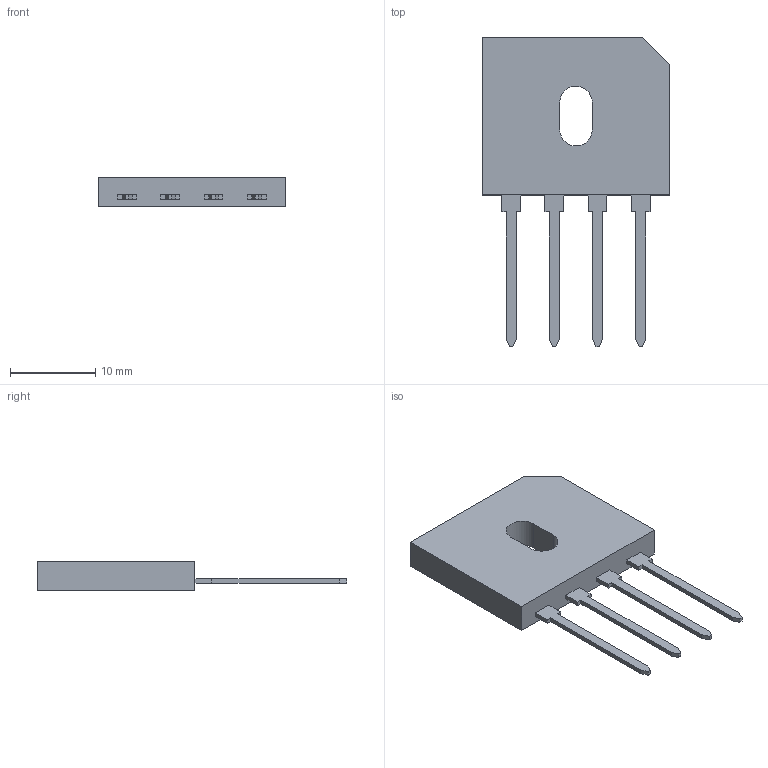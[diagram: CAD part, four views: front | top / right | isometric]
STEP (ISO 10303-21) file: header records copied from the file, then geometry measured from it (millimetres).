
FILE_DESCRIPTION(/* description */ (''),/* implementation_level */ '2;1');
FILE_NAME(/* name */ 'gbu',/* time_stamp */ '2020-02-06T14:43:10+08:00',/* author */ (''),/* organization */ (''),/* preprocessor_version */ 'ST-DEVELOPER v16.5',/* originating_system */ '',/* authorisation */ '');
FILE_SCHEMA (('AUTOMOTIVE_DESIGN'));
Length unit declared in the file: millimetre
Products named in the file (1): Document
Bounding box: 22.05 x 36.4 x 3.45 mm (x, y, z)
Volume: 1359 mm3; surface area: 1359.6 mm2
Topology: 5 solids, 5 shells, 59 faces, 147 edges, 98 vertices
Faces by surface type: plane 57, bspline 2
Entity records: 1610 total; most frequent: CARTESIAN_POINT 499, ORIENTED_EDGE 294, EDGE_CURVE 147, B_SPLINE_CURVE_WITH_KNOTS 142, VERTEX_POINT 98, EDGE_LOOP 61, DIRECTION 61, ADVANCED_FACE 59
